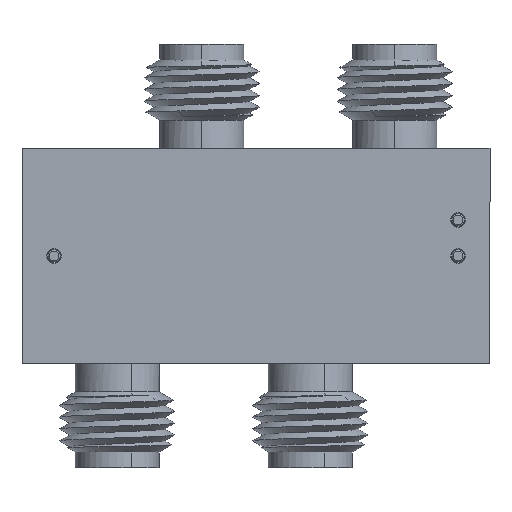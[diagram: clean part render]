
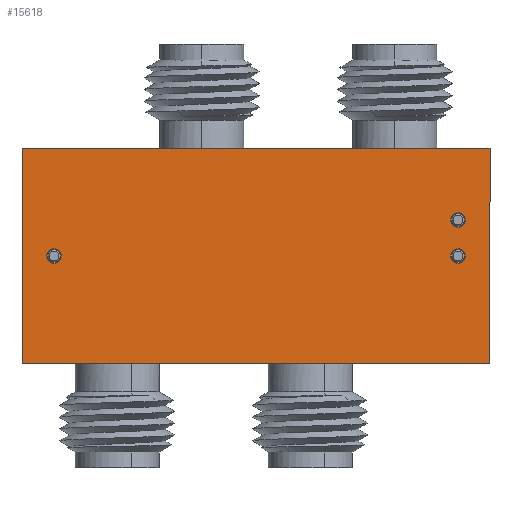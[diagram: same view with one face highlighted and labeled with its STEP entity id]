
A CAD part, front view. The second image highlights one B-rep face of the part: STEP entity #15618.
In plain terms, the highlighted planar face has unit normal (0, -1, 0).
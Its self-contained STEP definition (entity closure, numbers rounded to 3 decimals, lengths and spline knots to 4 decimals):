
#512 = CARTESIAN_POINT ( 'NONE',  ( 0.505, -0.01, 0. ) ) ;
#1489 = VECTOR ( 'NONE', #23561, 39.3701 ) ;
#1790 = VERTEX_POINT ( 'NONE', #10016 ) ;
#2443 = ORIENTED_EDGE ( 'NONE', *, *, #26805, .T. ) ;
#3290 = DIRECTION ( 'NONE',  ( -1., 0., 0. ) ) ;
#3526 = EDGE_CURVE ( 'NONE', #1790, #31851, #25597, .T. ) ;
#4148 = ORIENTED_EDGE ( 'NONE', *, *, #16159, .F. ) ;
#4875 = VERTEX_POINT ( 'NONE', #35838 ) ;
#4931 = DIRECTION ( 'NONE',  ( 0., -1., 0. ) ) ;
#5502 = ORIENTED_EDGE ( 'NONE', *, *, #24643, .F. ) ;
#6126 = ORIENTED_EDGE ( 'NONE', *, *, #18616, .F. ) ;
#7147 = VERTEX_POINT ( 'NONE', #18306 ) ;
#7262 = CARTESIAN_POINT ( 'NONE',  ( 0.505, -0.01, 0.09 ) ) ;
#7307 = LINE ( 'NONE', #34091, #22542 ) ;
#7777 = CIRCLE ( 'NONE', #17184, 0.018 ) ;
#7848 = VECTOR ( 'NONE', #26025, 39.3701 ) ;
#8189 = CARTESIAN_POINT ( 'NONE',  ( -0.3152, -0.01, 0.0002 ) ) ;
#9142 = ORIENTED_EDGE ( 'NONE', *, *, #20556, .F. ) ;
#9546 = DIRECTION ( 'NONE',  ( 0., -1., 0. ) ) ;
#10016 = CARTESIAN_POINT ( 'NONE',  ( 0.523, -0.01, 0. ) ) ;
#10155 = EDGE_CURVE ( 'NONE', #15052, #22433, #24690, .T. ) ;
#11858 = DIRECTION ( 'NONE',  ( 0., -1., 0. ) ) ;
#12887 = DIRECTION ( 'NONE',  ( -1., 0., 0. ) ) ;
#13155 = DIRECTION ( 'NONE',  ( -1., 0., 0. ) ) ;
#13439 = VERTEX_POINT ( 'NONE', #18934 ) ;
#13958 = FACE_OUTER_BOUND ( 'NONE', #31347, .T. ) ;
#14399 = CIRCLE ( 'NONE', #14881, 0.018 ) ;
#14650 = CIRCLE ( 'NONE', #30731, 0.018 ) ;
#14816 = CIRCLE ( 'NONE', #28523, 0.018 ) ;
#14881 = AXIS2_PLACEMENT_3D ( 'NONE', #17670, #23239, #28860 ) ;
#15052 = VERTEX_POINT ( 'NONE', #30254 ) ;
#15618 = ADVANCED_FACE ( 'NONE', ( #21316, #29662, #32662, #13958 ), #35989, .T. ) ;
#16125 = VERTEX_POINT ( 'NONE', #24061 ) ;
#16159 = EDGE_CURVE ( 'NONE', #7147, #24588, #14816, .T. ) ;
#16679 = AXIS2_PLACEMENT_3D ( 'NONE', #8189, #27646, #19363 ) ;
#16991 = EDGE_LOOP ( 'NONE', ( #32302, #32474 ) ) ;
#17160 = AXIS2_PLACEMENT_3D ( 'NONE', #35501, #29824, #24095 ) ;
#17184 = AXIS2_PLACEMENT_3D ( 'NONE', #26431, #9546, #23495 ) ;
#17263 = VECTOR ( 'NONE', #21472, 39.3701 ) ;
#17436 = DIRECTION ( 'NONE',  ( 1., 0., 0. ) ) ;
#17670 = CARTESIAN_POINT ( 'NONE',  ( 0.505, -0.01, 0.09 ) ) ;
#18306 = CARTESIAN_POINT ( 'NONE',  ( -0.523, -0.01, 0. ) ) ;
#18608 = EDGE_CURVE ( 'NONE', #16125, #15052, #7307, .T. ) ;
#18616 = EDGE_CURVE ( 'NONE', #24588, #7147, #7777, .T. ) ;
#18934 = CARTESIAN_POINT ( 'NONE',  ( 0.487, -0.01, 0.09 ) ) ;
#19363 = DIRECTION ( 'NONE',  ( -1., 0., 0. ) ) ;
#19572 = ORIENTED_EDGE ( 'NONE', *, *, #18608, .T. ) ;
#20556 = EDGE_CURVE ( 'NONE', #28196, #13439, #14399, .T. ) ;
#21018 = EDGE_CURVE ( 'NONE', #4875, #16125, #33085, .T. ) ;
#21316 = FACE_BOUND ( 'NONE', #24597, .T. ) ;
#21472 = DIRECTION ( 'NONE',  ( 0., 0., 1. ) ) ;
#22395 = CARTESIAN_POINT ( 'NONE',  ( -0.487, -0.01, 0. ) ) ;
#22433 = VERTEX_POINT ( 'NONE', #35023 ) ;
#22542 = VECTOR ( 'NONE', #17436, 39.3701 ) ;
#23239 = DIRECTION ( 'NONE',  ( 0., -1., 0. ) ) ;
#23316 = CARTESIAN_POINT ( 'NONE',  ( 0.5909, -0.01, 0.27 ) ) ;
#23495 = DIRECTION ( 'NONE',  ( -1., 0., 0. ) ) ;
#23561 = DIRECTION ( 'NONE',  ( -1., 0., 0. ) ) ;
#23653 = CARTESIAN_POINT ( 'NONE',  ( 0.523, -0.01, 0.09 ) ) ;
#24061 = CARTESIAN_POINT ( 'NONE',  ( -0.585, -0.01, -0.2695 ) ) ;
#24095 = DIRECTION ( 'NONE',  ( -1., 0., 0. ) ) ;
#24191 = DIRECTION ( 'NONE',  ( 0., -1., 0. ) ) ;
#24588 = VERTEX_POINT ( 'NONE', #22395 ) ;
#24597 = EDGE_LOOP ( 'NONE', ( #5502, #9142 ) ) ;
#24643 = EDGE_CURVE ( 'NONE', #13439, #28196, #14650, .T. ) ;
#24690 = LINE ( 'NONE', #35217, #17263 ) ;
#24990 = LINE ( 'NONE', #23316, #1489 ) ;
#25024 = ORIENTED_EDGE ( 'NONE', *, *, #10155, .T. ) ;
#25597 = CIRCLE ( 'NONE', #32644, 0.018 ) ;
#26025 = DIRECTION ( 'NONE',  ( 0., 0., -1. ) ) ;
#26431 = CARTESIAN_POINT ( 'NONE',  ( -0.505, -0.01, 0. ) ) ;
#26805 = EDGE_CURVE ( 'NONE', #22433, #4875, #24990, .T. ) ;
#27646 = DIRECTION ( 'NONE',  ( 0., -1., 0. ) ) ;
#28196 = VERTEX_POINT ( 'NONE', #23653 ) ;
#28523 = AXIS2_PLACEMENT_3D ( 'NONE', #35472, #24191, #13155 ) ;
#28860 = DIRECTION ( 'NONE',  ( -1., 0., 0. ) ) ;
#29336 = CIRCLE ( 'NONE', #17160, 0.018 ) ;
#29662 = FACE_BOUND ( 'NONE', #16991, .T. ) ;
#29824 = DIRECTION ( 'NONE',  ( 0., -1., 0. ) ) ;
#30254 = CARTESIAN_POINT ( 'NONE',  ( 0.585, -0.01, -0.2695 ) ) ;
#30731 = AXIS2_PLACEMENT_3D ( 'NONE', #7262, #4931, #12887 ) ;
#30974 = CARTESIAN_POINT ( 'NONE',  ( 0.487, -0.01, 0. ) ) ;
#31347 = EDGE_LOOP ( 'NONE', ( #25024, #2443, #35256, #19572 ) ) ;
#31851 = VERTEX_POINT ( 'NONE', #30974 ) ;
#31887 = CARTESIAN_POINT ( 'NONE',  ( -0.585, -0.01, 0.27 ) ) ;
#32050 = EDGE_LOOP ( 'NONE', ( #4148, #6126 ) ) ;
#32302 = ORIENTED_EDGE ( 'NONE', *, *, #34869, .F. ) ;
#32474 = ORIENTED_EDGE ( 'NONE', *, *, #3526, .F. ) ;
#32644 = AXIS2_PLACEMENT_3D ( 'NONE', #512, #11858, #3290 ) ;
#32662 = FACE_BOUND ( 'NONE', #32050, .T. ) ;
#33085 = LINE ( 'NONE', #31887, #7848 ) ;
#34091 = CARTESIAN_POINT ( 'NONE',  ( -0.585, -0.01, -0.2695 ) ) ;
#34869 = EDGE_CURVE ( 'NONE', #31851, #1790, #29336, .T. ) ;
#35023 = CARTESIAN_POINT ( 'NONE',  ( 0.585, -0.01, 0.27 ) ) ;
#35217 = CARTESIAN_POINT ( 'NONE',  ( 0.585, -0.01, 0.27 ) ) ;
#35256 = ORIENTED_EDGE ( 'NONE', *, *, #21018, .T. ) ;
#35472 = CARTESIAN_POINT ( 'NONE',  ( -0.505, -0.01, 0. ) ) ;
#35501 = CARTESIAN_POINT ( 'NONE',  ( 0.505, -0.01, 0. ) ) ;
#35838 = CARTESIAN_POINT ( 'NONE',  ( -0.585, -0.01, 0.27 ) ) ;
#35989 = PLANE ( 'NONE',  #16679 ) ;
